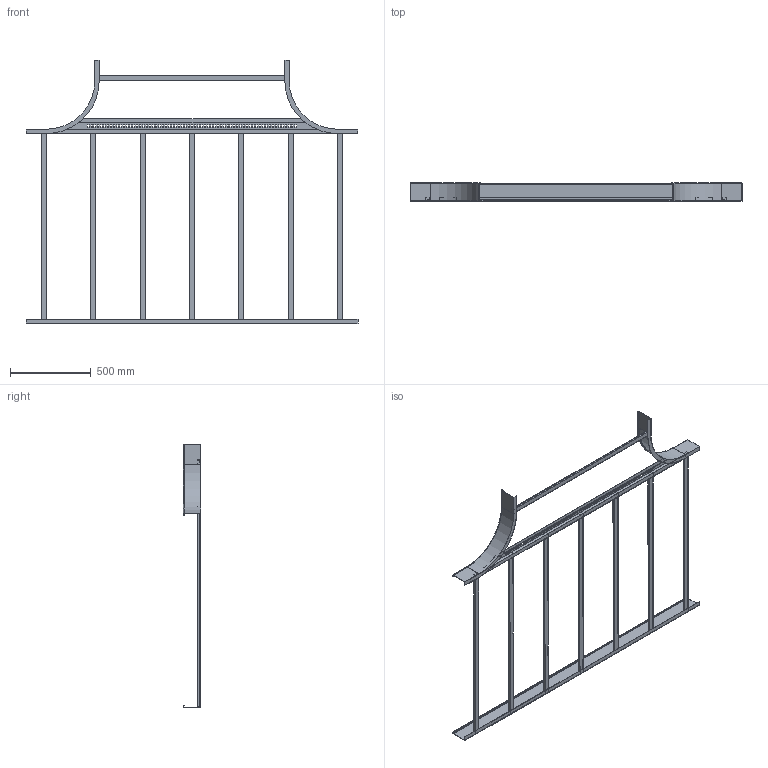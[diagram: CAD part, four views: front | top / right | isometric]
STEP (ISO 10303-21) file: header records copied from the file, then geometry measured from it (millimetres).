
FILE_DESCRIPTION (( 'STEP AP214' ), '1' );
FILE_NAME ('6225372.STP', '2017-03-24T08:21:46', ( '' ), ( '' ), 'SwSTEP 2.0', 'SolidWorks 2016', '' );
FILE_SCHEMA (( 'AUTOMOTIVE_DESIGN' ));
Length unit declared in the file: millimetre
Products named in the file (5): 6225372; 087829_Gegenholm 110x2050; 082108_L1193; 085502_St》zprofil f〉 R300 NB1200; 087827_Innenholm 110xR300
Assembly tree (12 placements, depth 2):
  6225372
    087827_Innenholm 110xR300  x2
    085502_St》zprofil f〉 R300 NB1200
    082108_L1193  x8
    087829_Gegenholm 110x2050
Bounding box: 2050 x 110 x 1625 mm (x, y, z)
Volume: 2667829.7 mm3; surface area: 2738269.3 mm2
Topology: 12 solids, 12 shells, 624 faces, 1752 edges, 1152 vertices
Faces by surface type: plane 586, cylinder 26, bspline 8, torus 4
Entity records: 13552 total; most frequent: CARTESIAN_POINT 3229, ORIENTED_EDGE 2164, DIRECTION 1854, EDGE_CURVE 1082, LINE 1016, VECTOR 1016, VERTEX_POINT 712, EDGE_LOOP 508
